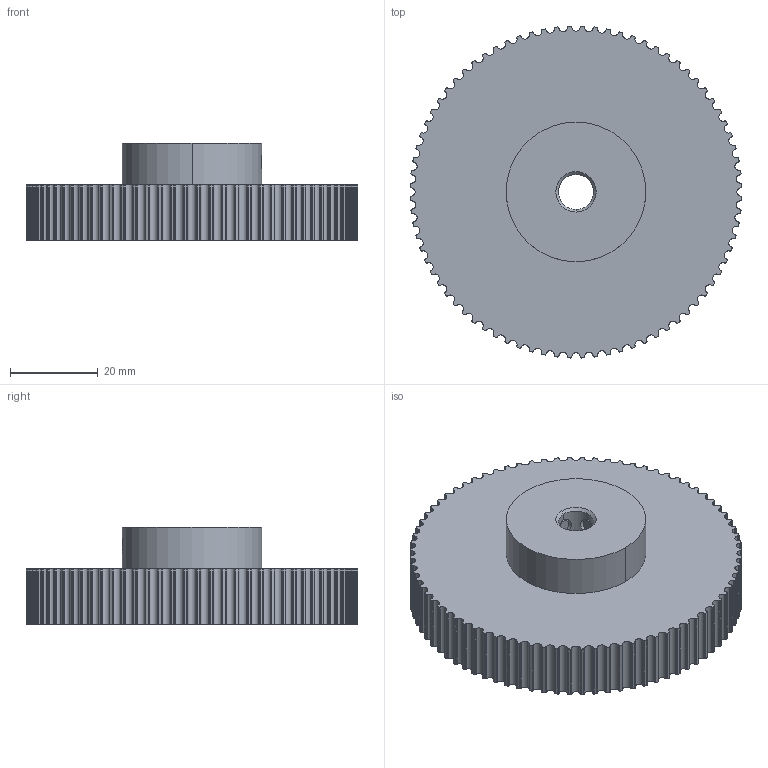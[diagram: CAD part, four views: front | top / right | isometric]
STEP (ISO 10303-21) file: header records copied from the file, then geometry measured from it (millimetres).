
FILE_DESCRIPTION((''),'2;1');
FILE_NAME('49','2022-02-11T',('SYSTEM'),(''),'PRO/ENGINEER BY PARAMETRIC TECHNOLOGY CORPORATION, 2016360','PRO/ENGINEER BY PARAMETRIC TECHNOLOGY CORPORATION, 2016360','');
FILE_SCHEMA(('AUTOMOTIVE_DESIGN { 1 0 10303 214 1 1 1 1 }'));
Length unit declared in the file: millimetre
Products named in the file (1): 49
Bounding box: 75.56 x 75.56 x 22.2 mm (x, y, z)
Volume: 61482.2 mm3; surface area: 14389.4 mm2
Topology: 1 solids, 1 shells, 525 faces, 1550 edges, 1032 vertices
Faces by surface type: cylinder 492, plane 21, cone 12
Entity records: 18607 total; most frequent: DIRECTION 3590, CARTESIAN_POINT 3429, ORIENTED_EDGE 3100, EDGE_CURVE 1550, AXIS2_PLACEMENT_3D 1523, VERTEX_POINT 1032, CIRCLE 998, VECTOR 544
